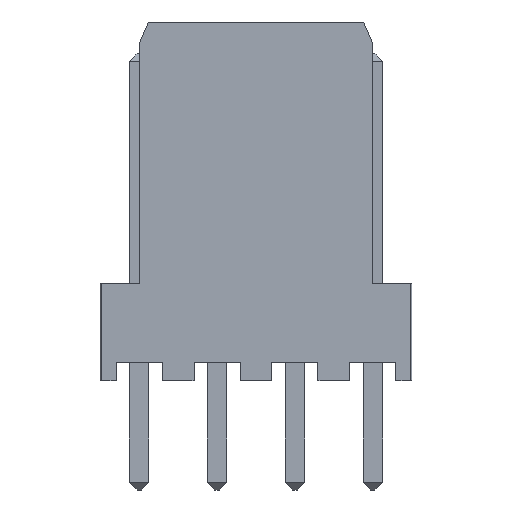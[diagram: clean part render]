
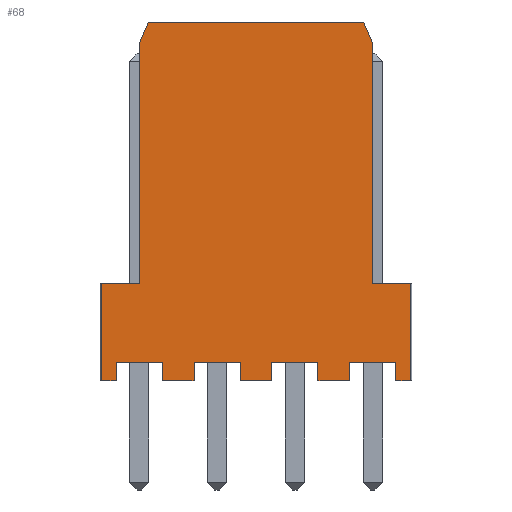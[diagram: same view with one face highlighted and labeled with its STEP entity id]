
A CAD part, front view. The second image highlights one B-rep face of the part: STEP entity #68.
In plain terms, the highlighted planar face has unit normal (0, -1, 0).
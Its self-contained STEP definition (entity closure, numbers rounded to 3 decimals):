
#32 = EDGE_CURVE('',#33,#35,#37,.T.);
#33 = VERTEX_POINT('',#34);
#34 = CARTESIAN_POINT('',(0.3,-2.9,11.7));
#35 = VERTEX_POINT('',#36);
#36 = CARTESIAN_POINT('',(7.32,-2.9,11.7));
#37 = LINE('',#38,#39);
#38 = CARTESIAN_POINT('',(3.81,-2.9,11.7));
#39 = VECTOR('',#40,1.);
#40 = DIRECTION('',(1.,0.,0.));
#68 = ADVANCED_FACE('',(#69),#270,.F.);
#69 = FACE_BOUND('',#70,.T.);
#70 = EDGE_LOOP('',(#71,#81,#89,#97,#105,#113,#121,#129,#137,#145,#153,
#161,#169,#177,#185,#193,#201,#209,#217,#225,#233,#239,#240,#248,
#256,#264));
#71 = ORIENTED_EDGE('',*,*,#72,.T.);
#72 = EDGE_CURVE('',#73,#75,#77,.T.);
#73 = VERTEX_POINT('',#74);
#74 = CARTESIAN_POINT('',(-1.22,-2.9,0.));
#75 = VERTEX_POINT('',#76);
#76 = CARTESIAN_POINT('',(-0.75,-2.9,0.));
#77 = LINE('',#78,#79);
#78 = CARTESIAN_POINT('',(-1.27,-2.9,0.));
#79 = VECTOR('',#80,1.);
#80 = DIRECTION('',(1.,0.,0.));
#81 = ORIENTED_EDGE('',*,*,#82,.T.);
#82 = EDGE_CURVE('',#75,#83,#85,.T.);
#83 = VERTEX_POINT('',#84);
#84 = CARTESIAN_POINT('',(-0.75,-2.9,0.6));
#85 = LINE('',#86,#87);
#86 = CARTESIAN_POINT('',(-0.75,-2.9,0.));
#87 = VECTOR('',#88,1.);
#88 = DIRECTION('',(0.,0.,1.));
#89 = ORIENTED_EDGE('',*,*,#90,.F.);
#90 = EDGE_CURVE('',#91,#83,#93,.T.);
#91 = VERTEX_POINT('',#92);
#92 = CARTESIAN_POINT('',(0.75,-2.9,0.6));
#93 = LINE('',#94,#95);
#94 = CARTESIAN_POINT('',(0.75,-2.9,0.6));
#95 = VECTOR('',#96,1.);
#96 = DIRECTION('',(-1.,0.,0.));
#97 = ORIENTED_EDGE('',*,*,#98,.F.);
#98 = EDGE_CURVE('',#99,#91,#101,.T.);
#99 = VERTEX_POINT('',#100);
#100 = CARTESIAN_POINT('',(0.75,-2.9,0.));
#101 = LINE('',#102,#103);
#102 = CARTESIAN_POINT('',(0.75,-2.9,0.));
#103 = VECTOR('',#104,1.);
#104 = DIRECTION('',(0.,0.,1.));
#105 = ORIENTED_EDGE('',*,*,#106,.T.);
#106 = EDGE_CURVE('',#99,#107,#109,.T.);
#107 = VERTEX_POINT('',#108);
#108 = CARTESIAN_POINT('',(1.79,-2.9,0.));
#109 = LINE('',#110,#111);
#110 = CARTESIAN_POINT('',(-1.27,-2.9,0.));
#111 = VECTOR('',#112,1.);
#112 = DIRECTION('',(1.,0.,0.));
#113 = ORIENTED_EDGE('',*,*,#114,.T.);
#114 = EDGE_CURVE('',#107,#115,#117,.T.);
#115 = VERTEX_POINT('',#116);
#116 = CARTESIAN_POINT('',(1.79,-2.9,0.6));
#117 = LINE('',#118,#119);
#118 = CARTESIAN_POINT('',(1.79,-2.9,0.));
#119 = VECTOR('',#120,1.);
#120 = DIRECTION('',(0.,0.,1.));
#121 = ORIENTED_EDGE('',*,*,#122,.F.);
#122 = EDGE_CURVE('',#123,#115,#125,.T.);
#123 = VERTEX_POINT('',#124);
#124 = CARTESIAN_POINT('',(3.29,-2.9,0.6));
#125 = LINE('',#126,#127);
#126 = CARTESIAN_POINT('',(3.29,-2.9,0.6));
#127 = VECTOR('',#128,1.);
#128 = DIRECTION('',(-1.,0.,0.));
#129 = ORIENTED_EDGE('',*,*,#130,.F.);
#130 = EDGE_CURVE('',#131,#123,#133,.T.);
#131 = VERTEX_POINT('',#132);
#132 = CARTESIAN_POINT('',(3.29,-2.9,0.));
#133 = LINE('',#134,#135);
#134 = CARTESIAN_POINT('',(3.29,-2.9,0.));
#135 = VECTOR('',#136,1.);
#136 = DIRECTION('',(0.,0.,1.));
#137 = ORIENTED_EDGE('',*,*,#138,.T.);
#138 = EDGE_CURVE('',#131,#139,#141,.T.);
#139 = VERTEX_POINT('',#140);
#140 = CARTESIAN_POINT('',(4.33,-2.9,0.));
#141 = LINE('',#142,#143);
#142 = CARTESIAN_POINT('',(-1.27,-2.9,0.));
#143 = VECTOR('',#144,1.);
#144 = DIRECTION('',(1.,0.,0.));
#145 = ORIENTED_EDGE('',*,*,#146,.T.);
#146 = EDGE_CURVE('',#139,#147,#149,.T.);
#147 = VERTEX_POINT('',#148);
#148 = CARTESIAN_POINT('',(4.33,-2.9,0.6));
#149 = LINE('',#150,#151);
#150 = CARTESIAN_POINT('',(4.33,-2.9,0.));
#151 = VECTOR('',#152,1.);
#152 = DIRECTION('',(0.,0.,1.));
#153 = ORIENTED_EDGE('',*,*,#154,.F.);
#154 = EDGE_CURVE('',#155,#147,#157,.T.);
#155 = VERTEX_POINT('',#156);
#156 = CARTESIAN_POINT('',(5.83,-2.9,0.6));
#157 = LINE('',#158,#159);
#158 = CARTESIAN_POINT('',(5.83,-2.9,0.6));
#159 = VECTOR('',#160,1.);
#160 = DIRECTION('',(-1.,0.,0.));
#161 = ORIENTED_EDGE('',*,*,#162,.F.);
#162 = EDGE_CURVE('',#163,#155,#165,.T.);
#163 = VERTEX_POINT('',#164);
#164 = CARTESIAN_POINT('',(5.83,-2.9,0.));
#165 = LINE('',#166,#167);
#166 = CARTESIAN_POINT('',(5.83,-2.9,0.));
#167 = VECTOR('',#168,1.);
#168 = DIRECTION('',(0.,0.,1.));
#169 = ORIENTED_EDGE('',*,*,#170,.T.);
#170 = EDGE_CURVE('',#163,#171,#173,.T.);
#171 = VERTEX_POINT('',#172);
#172 = CARTESIAN_POINT('',(6.87,-2.9,0.));
#173 = LINE('',#174,#175);
#174 = CARTESIAN_POINT('',(-1.27,-2.9,0.));
#175 = VECTOR('',#176,1.);
#176 = DIRECTION('',(1.,0.,0.));
#177 = ORIENTED_EDGE('',*,*,#178,.T.);
#178 = EDGE_CURVE('',#171,#179,#181,.T.);
#179 = VERTEX_POINT('',#180);
#180 = CARTESIAN_POINT('',(6.87,-2.9,0.6));
#181 = LINE('',#182,#183);
#182 = CARTESIAN_POINT('',(6.87,-2.9,0.));
#183 = VECTOR('',#184,1.);
#184 = DIRECTION('',(0.,0.,1.));
#185 = ORIENTED_EDGE('',*,*,#186,.F.);
#186 = EDGE_CURVE('',#187,#179,#189,.T.);
#187 = VERTEX_POINT('',#188);
#188 = CARTESIAN_POINT('',(8.37,-2.9,0.6));
#189 = LINE('',#190,#191);
#190 = CARTESIAN_POINT('',(8.37,-2.9,0.6));
#191 = VECTOR('',#192,1.);
#192 = DIRECTION('',(-1.,0.,0.));
#193 = ORIENTED_EDGE('',*,*,#194,.F.);
#194 = EDGE_CURVE('',#195,#187,#197,.T.);
#195 = VERTEX_POINT('',#196);
#196 = CARTESIAN_POINT('',(8.37,-2.9,0.));
#197 = LINE('',#198,#199);
#198 = CARTESIAN_POINT('',(8.37,-2.9,0.));
#199 = VECTOR('',#200,1.);
#200 = DIRECTION('',(0.,0.,1.));
#201 = ORIENTED_EDGE('',*,*,#202,.T.);
#202 = EDGE_CURVE('',#195,#203,#205,.T.);
#203 = VERTEX_POINT('',#204);
#204 = CARTESIAN_POINT('',(8.84,-2.9,0.));
#205 = LINE('',#206,#207);
#206 = CARTESIAN_POINT('',(-1.27,-2.9,0.));
#207 = VECTOR('',#208,1.);
#208 = DIRECTION('',(1.,0.,0.));
#209 = ORIENTED_EDGE('',*,*,#210,.T.);
#210 = EDGE_CURVE('',#203,#211,#213,.T.);
#211 = VERTEX_POINT('',#212);
#212 = CARTESIAN_POINT('',(8.84,-2.9,3.17));
#213 = LINE('',#214,#215);
#214 = CARTESIAN_POINT('',(8.84,-2.9,0.));
#215 = VECTOR('',#216,1.);
#216 = DIRECTION('',(0.,0.,1.));
#217 = ORIENTED_EDGE('',*,*,#218,.F.);
#218 = EDGE_CURVE('',#219,#211,#221,.T.);
#219 = VERTEX_POINT('',#220);
#220 = CARTESIAN_POINT('',(7.62,-2.9,3.17));
#221 = LINE('',#222,#223);
#222 = CARTESIAN_POINT('',(-1.27,-2.9,3.17));
#223 = VECTOR('',#224,1.);
#224 = DIRECTION('',(1.,0.,0.));
#225 = ORIENTED_EDGE('',*,*,#226,.T.);
#226 = EDGE_CURVE('',#219,#227,#229,.T.);
#227 = VERTEX_POINT('',#228);
#228 = CARTESIAN_POINT('',(7.62,-2.9,11.));
#229 = LINE('',#230,#231);
#230 = CARTESIAN_POINT('',(7.62,-2.9,3.17));
#231 = VECTOR('',#232,1.);
#232 = DIRECTION('',(0.,0.,1.));
#233 = ORIENTED_EDGE('',*,*,#234,.F.);
#234 = EDGE_CURVE('',#35,#227,#235,.T.);
#235 = LINE('',#236,#237);
#236 = CARTESIAN_POINT('',(8.667,-2.9,8.557));
#237 = VECTOR('',#238,1.);
#238 = DIRECTION('',(0.394,0.,-0.919));
#239 = ORIENTED_EDGE('',*,*,#32,.F.);
#240 = ORIENTED_EDGE('',*,*,#241,.T.);
#241 = EDGE_CURVE('',#33,#242,#244,.T.);
#242 = VERTEX_POINT('',#243);
#243 = CARTESIAN_POINT('',(0.,-2.9,11.));
#244 = LINE('',#245,#246);
#245 = CARTESIAN_POINT('',(-1.047,-2.9,8.557));
#246 = VECTOR('',#247,1.);
#247 = DIRECTION('',(-0.394,-0.,-0.919));
#248 = ORIENTED_EDGE('',*,*,#249,.F.);
#249 = EDGE_CURVE('',#250,#242,#252,.T.);
#250 = VERTEX_POINT('',#251);
#251 = CARTESIAN_POINT('',(0.,-2.9,3.17));
#252 = LINE('',#253,#254);
#253 = CARTESIAN_POINT('',(0.,-2.9,3.17));
#254 = VECTOR('',#255,1.);
#255 = DIRECTION('',(0.,0.,1.));
#256 = ORIENTED_EDGE('',*,*,#257,.F.);
#257 = EDGE_CURVE('',#258,#250,#260,.T.);
#258 = VERTEX_POINT('',#259);
#259 = CARTESIAN_POINT('',(-1.22,-2.9,3.17));
#260 = LINE('',#261,#262);
#261 = CARTESIAN_POINT('',(-1.27,-2.9,3.17));
#262 = VECTOR('',#263,1.);
#263 = DIRECTION('',(1.,0.,0.));
#264 = ORIENTED_EDGE('',*,*,#265,.F.);
#265 = EDGE_CURVE('',#73,#258,#266,.T.);
#266 = LINE('',#267,#268);
#267 = CARTESIAN_POINT('',(-1.22,-2.9,0.));
#268 = VECTOR('',#269,1.);
#269 = DIRECTION('',(0.,0.,1.));
#270 = PLANE('',#271);
#271 = AXIS2_PLACEMENT_3D('',#272,#273,#274);
#272 = CARTESIAN_POINT('',(-1.22,-2.9,0.));
#273 = DIRECTION('',(0.,1.,0.));
#274 = DIRECTION('',(0.,0.,1.));
